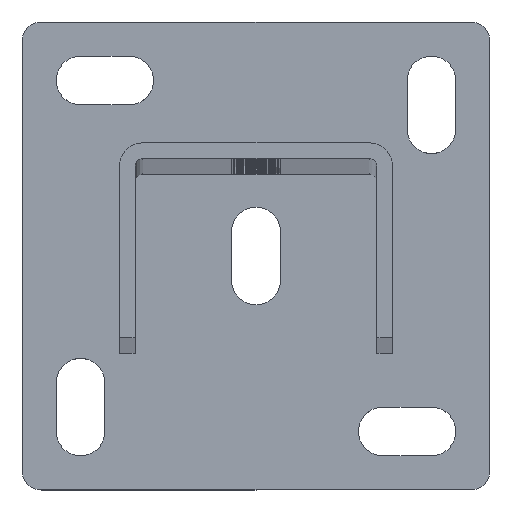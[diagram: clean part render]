
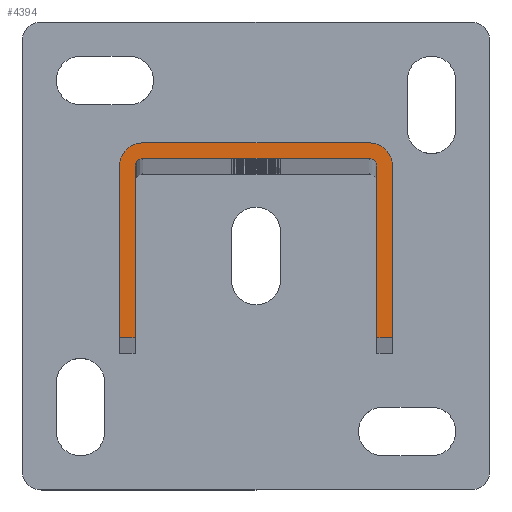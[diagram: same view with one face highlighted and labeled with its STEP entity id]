
A CAD part, top view. The second image highlights one B-rep face of the part: STEP entity #4394.
In plain terms, the highlighted planar face has unit normal (0, 0, 1).
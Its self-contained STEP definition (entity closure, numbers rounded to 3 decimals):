
#169 = CIRCLE ( 'NONE', #14665, 6. ) ;
#223 = CARTESIAN_POINT ( 'NONE',  ( -29., 21., 2308. ) ) ;
#654 = VECTOR ( 'NONE', #20271, 1000. ) ;
#1176 = DIRECTION ( 'NONE',  ( 0., -1., 0. ) ) ;
#1219 = EDGE_CURVE ( 'NONE', #11976, #13655, #15615, .T. ) ;
#1499 = EDGE_CURVE ( 'NONE', #9034, #23896, #169, .T. ) ;
#1537 = AXIS2_PLACEMENT_3D ( 'NONE', #25462, #7816, #7682 ) ;
#2081 = DIRECTION ( 'NONE',  ( 0., 0., -1. ) ) ;
#2191 = ORIENTED_EDGE ( 'NONE', *, *, #12061, .T. ) ;
#2443 = CARTESIAN_POINT ( 'NONE',  ( 31., 19., 2308. ) ) ;
#3017 = DIRECTION ( 'NONE',  ( -1., 0., 0. ) ) ;
#3644 = LINE ( 'NONE', #15312, #15625 ) ;
#3702 = VERTEX_POINT ( 'NONE', #18752 ) ;
#4394 = ADVANCED_FACE ( 'NONE', ( #17432 ), #9231, .F. ) ;
#4625 = ORIENTED_EDGE ( 'NONE', *, *, #25241, .T. ) ;
#4960 = ORIENTED_EDGE ( 'NONE', *, *, #6603, .T. ) ;
#5056 = ORIENTED_EDGE ( 'NONE', *, *, #20806, .F. ) ;
#5082 = DIRECTION ( 'NONE',  ( -1., 0., 0. ) ) ;
#5144 = VERTEX_POINT ( 'NONE', #7609 ) ;
#5750 = AXIS2_PLACEMENT_3D ( 'NONE', #19859, #2081, #6225 ) ;
#6225 = DIRECTION ( 'NONE',  ( 1., 0., 0. ) ) ;
#6603 = EDGE_CURVE ( 'NONE', #18518, #13500, #13606, .T. ) ;
#7249 = VECTOR ( 'NONE', #1176, 1000. ) ;
#7609 = CARTESIAN_POINT ( 'NONE',  ( -29., 21., 2308. ) ) ;
#7682 = DIRECTION ( 'NONE',  ( -1., 0., 0. ) ) ;
#7735 = DIRECTION ( 'NONE',  ( 1., 0., 0. ) ) ;
#7816 = DIRECTION ( 'NONE',  ( 0., 0., -1. ) ) ;
#7864 = DIRECTION ( 'NONE',  ( 0., -1., 0. ) ) ;
#8315 = EDGE_LOOP ( 'NONE', ( #4625, #23398, #17525, #25222, #15029, #12888, #5056, #13800, #2191, #25140, #17130, #4960 ) ) ;
#8333 = CARTESIAN_POINT ( 'NONE',  ( 35., 19., 2308. ) ) ;
#8964 = VECTOR ( 'NONE', #13965, 1000. ) ;
#9034 = VERTEX_POINT ( 'NONE', #19154 ) ;
#9211 = LINE ( 'NONE', #15061, #13080 ) ;
#9231 = PLANE ( 'NONE',  #1537 ) ;
#9884 = VERTEX_POINT ( 'NONE', #17766 ) ;
#10436 = AXIS2_PLACEMENT_3D ( 'NONE', #16052, #23966, #22136 ) ;
#10602 = CIRCLE ( 'NONE', #25041, 2. ) ;
#11825 = LINE ( 'NONE', #14428, #654 ) ;
#11976 = VERTEX_POINT ( 'NONE', #13320 ) ;
#12061 = EDGE_CURVE ( 'NONE', #25201, #24378, #3644, .T. ) ;
#12154 = VECTOR ( 'NONE', #23528, 1000. ) ;
#12888 = ORIENTED_EDGE ( 'NONE', *, *, #13819, .F. ) ;
#13067 = LINE ( 'NONE', #24777, #7249 ) ;
#13080 = VECTOR ( 'NONE', #5082, 1000. ) ;
#13320 = CARTESIAN_POINT ( 'NONE',  ( 35., -25., 2308. ) ) ;
#13500 = VERTEX_POINT ( 'NONE', #24505 ) ;
#13606 = CIRCLE ( 'NONE', #5750, 2. ) ;
#13655 = VERTEX_POINT ( 'NONE', #17761 ) ;
#13800 = ORIENTED_EDGE ( 'NONE', *, *, #23229, .F. ) ;
#13819 = EDGE_CURVE ( 'NONE', #16644, #3702, #21632, .T. ) ;
#13965 = DIRECTION ( 'NONE',  ( 0., 1., 0. ) ) ;
#14122 = DIRECTION ( 'NONE',  ( 0., 0., -1. ) ) ;
#14428 = CARTESIAN_POINT ( 'NONE',  ( -29., 25., 2308. ) ) ;
#14665 = AXIS2_PLACEMENT_3D ( 'NONE', #22609, #22740, #3017 ) ;
#15029 = ORIENTED_EDGE ( 'NONE', *, *, #22605, .F. ) ;
#15061 = CARTESIAN_POINT ( 'NONE',  ( -31., -25., 2308. ) ) ;
#15312 = CARTESIAN_POINT ( 'NONE',  ( -31., -25., 2308. ) ) ;
#15615 = LINE ( 'NONE', #17319, #12154 ) ;
#15625 = VECTOR ( 'NONE', #25033, 1000. ) ;
#15640 = CARTESIAN_POINT ( 'NONE',  ( 29., 21., 2308. ) ) ;
#15967 = CARTESIAN_POINT ( 'NONE',  ( -35., -25., 2308. ) ) ;
#16052 = CARTESIAN_POINT ( 'NONE',  ( -29., 19., 2308. ) ) ;
#16110 = CARTESIAN_POINT ( 'NONE',  ( -31., 19., 2308. ) ) ;
#16644 = VERTEX_POINT ( 'NONE', #19200 ) ;
#17130 = ORIENTED_EDGE ( 'NONE', *, *, #19776, .T. ) ;
#17319 = CARTESIAN_POINT ( 'NONE',  ( 35., -25., 2308. ) ) ;
#17432 = FACE_OUTER_BOUND ( 'NONE', #8315, .T. ) ;
#17525 = ORIENTED_EDGE ( 'NONE', *, *, #19202, .F. ) ;
#17761 = CARTESIAN_POINT ( 'NONE',  ( 31., -25., 2308. ) ) ;
#17766 = CARTESIAN_POINT ( 'NONE',  ( -35., -25., 2308. ) ) ;
#18518 = VERTEX_POINT ( 'NONE', #15640 ) ;
#18752 = CARTESIAN_POINT ( 'NONE',  ( -29., 25., 2308. ) ) ;
#19129 = EDGE_CURVE ( 'NONE', #24378, #5144, #10602, .T. ) ;
#19154 = CARTESIAN_POINT ( 'NONE',  ( 29., 25., 2308. ) ) ;
#19200 = CARTESIAN_POINT ( 'NONE',  ( -35., 19., 2308. ) ) ;
#19202 = EDGE_CURVE ( 'NONE', #23896, #11976, #13067, .T. ) ;
#19776 = EDGE_CURVE ( 'NONE', #5144, #18518, #21501, .T. ) ;
#19859 = CARTESIAN_POINT ( 'NONE',  ( 29., 19., 2308. ) ) ;
#19877 = LINE ( 'NONE', #15967, #8964 ) ;
#20204 = LINE ( 'NONE', #2443, #24381 ) ;
#20271 = DIRECTION ( 'NONE',  ( 1., 0., 0. ) ) ;
#20806 = EDGE_CURVE ( 'NONE', #9884, #16644, #19877, .T. ) ;
#21501 = LINE ( 'NONE', #223, #24664 ) ;
#21632 = CIRCLE ( 'NONE', #10436, 6. ) ;
#22039 = DIRECTION ( 'NONE',  ( 1., 0., 0. ) ) ;
#22136 = DIRECTION ( 'NONE',  ( -1., 0., 0. ) ) ;
#22605 = EDGE_CURVE ( 'NONE', #3702, #9034, #11825, .T. ) ;
#22609 = CARTESIAN_POINT ( 'NONE',  ( 29., 19., 2308. ) ) ;
#22740 = DIRECTION ( 'NONE',  ( 0., 0., -1. ) ) ;
#23229 = EDGE_CURVE ( 'NONE', #25201, #9884, #9211, .T. ) ;
#23398 = ORIENTED_EDGE ( 'NONE', *, *, #1219, .F. ) ;
#23528 = DIRECTION ( 'NONE',  ( -1., 0., 0. ) ) ;
#23683 = CARTESIAN_POINT ( 'NONE',  ( -31., -25., 2308. ) ) ;
#23896 = VERTEX_POINT ( 'NONE', #8333 ) ;
#23966 = DIRECTION ( 'NONE',  ( 0., 0., -1. ) ) ;
#23996 = CARTESIAN_POINT ( 'NONE',  ( -29., 19., 2308. ) ) ;
#24378 = VERTEX_POINT ( 'NONE', #16110 ) ;
#24381 = VECTOR ( 'NONE', #7864, 1000. ) ;
#24505 = CARTESIAN_POINT ( 'NONE',  ( 31., 19., 2308. ) ) ;
#24664 = VECTOR ( 'NONE', #7735, 1000. ) ;
#24777 = CARTESIAN_POINT ( 'NONE',  ( 35., 19., 2308. ) ) ;
#25033 = DIRECTION ( 'NONE',  ( 0., 1., 0. ) ) ;
#25041 = AXIS2_PLACEMENT_3D ( 'NONE', #23996, #14122, #22039 ) ;
#25140 = ORIENTED_EDGE ( 'NONE', *, *, #19129, .T. ) ;
#25201 = VERTEX_POINT ( 'NONE', #23683 ) ;
#25222 = ORIENTED_EDGE ( 'NONE', *, *, #1499, .F. ) ;
#25241 = EDGE_CURVE ( 'NONE', #13500, #13655, #20204, .T. ) ;
#25462 = CARTESIAN_POINT ( 'NONE',  ( 29., 19., 2308. ) ) ;
